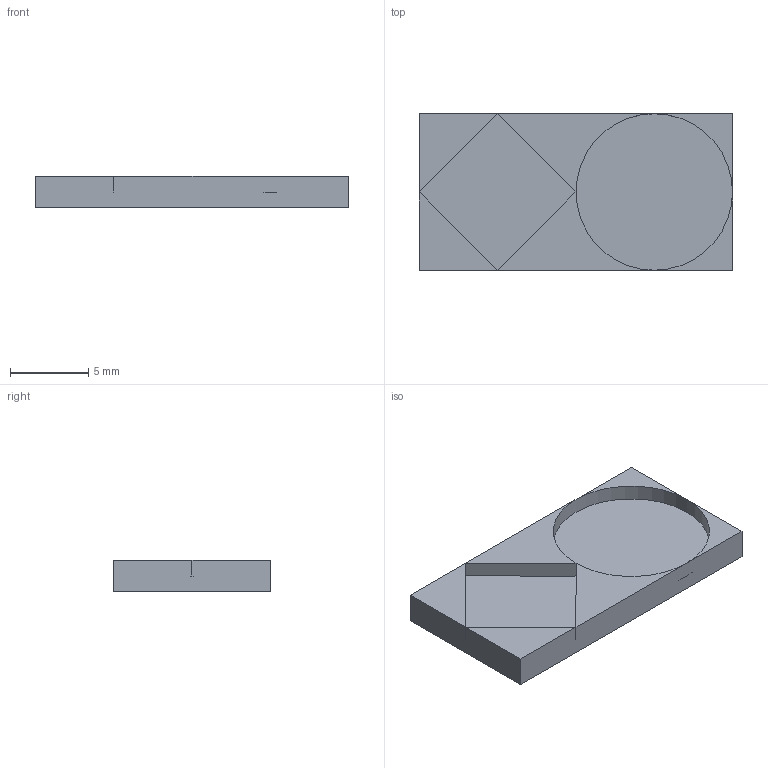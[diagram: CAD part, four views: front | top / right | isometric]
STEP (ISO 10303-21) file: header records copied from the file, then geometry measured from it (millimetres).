
FILE_DESCRIPTION(('FreeCAD Model'),'2;1');
FILE_NAME('zero_width_test.step', '2020-01-26T20:38:41',('Author'),(''), 'Open CASCADE STEP processor 7.4','FreeCAD','Unknown');
FILE_SCHEMA(('AUTOMOTIVE_DESIGN { 1 0 10303 214 1 1 1 1 }'));
Length unit declared in the file: millimetre
Products named in the file (1): Pocket
Bounding box: 20 x 10 x 2 mm (x, y, z)
Volume: 271.5 mm3; surface area: 579.7 mm2
Topology: 1 solids, 1 shells, 18 faces, 38 edges, 22 vertices
Faces by surface type: plane 17, cylinder 1
Full cylindrical faces by diameter (mm): 10 x1
Entity records: 954 total; most frequent: CARTESIAN_POINT 152, DIRECTION 152, LINE 98, VECTOR 98, ORIENTED_EDGE 74, PCURVE 74, DEFINITIONAL_REPRESENTATION 74, EDGE_CURVE 37
